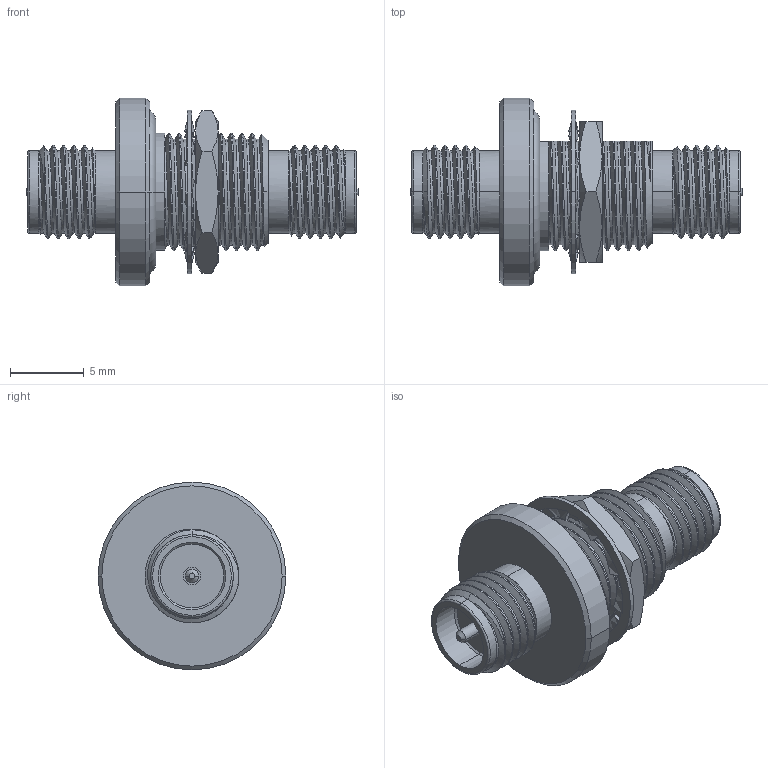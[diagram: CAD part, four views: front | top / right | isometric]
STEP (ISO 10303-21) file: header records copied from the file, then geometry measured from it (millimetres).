
FILE_DESCRIPTION (( 'STEP AP203' ), '1' );
FILE_NAME ('SM4992.step', '2019-05-06T22:19:14', ( '' ), ( '' ), 'SwSTEP 2.0', 'SolidWorks 2018', '' );
FILE_SCHEMA (( 'CONFIG_CONTROL_DESIGN' ));
Length unit declared in the file: inch
Products named in the file (1): SM4992
Bounding box: 22.45 x 12.7 x 12.7 mm (x, y, z)
Volume: 949 mm3; surface area: 1435.3 mm2
Topology: 4 solids, 4 shells, 243 faces, 669 edges, 442 vertices
Faces by surface type: cylinder 84, bspline 82, cone 42, plane 27, torus 8
Entity records: 20528 total; most frequent: CARTESIAN_POINT 15229, ORIENTED_EDGE 1338, DIRECTION 779, EDGE_CURVE 669, VERTEX_POINT 442, AXIS2_PLACEMENT_3D 309, EDGE_LOOP 257, B_SPLINE_CURVE_WITH_KNOTS 246
